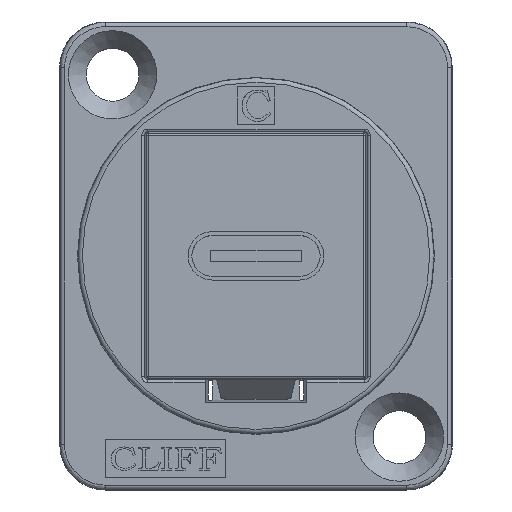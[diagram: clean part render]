
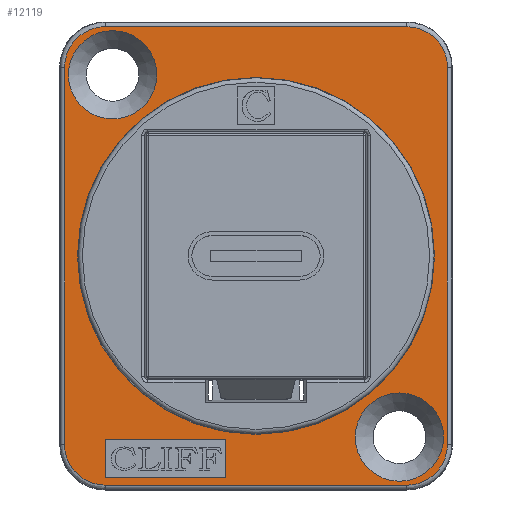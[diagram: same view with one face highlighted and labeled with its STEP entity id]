
A CAD part, top view. The second image highlights one B-rep face of the part: STEP entity #12119.
In plain terms, the highlighted planar face has unit normal (0, 0, 1).
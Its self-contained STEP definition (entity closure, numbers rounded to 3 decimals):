
#54=ELLIPSE('',#12838,2.7,2.7);
#55=ELLIPSE('',#12839,2.7,2.7);
#56=ELLIPSE('',#12840,2.7,2.7);
#57=ELLIPSE('',#12841,2.7,2.7);
#431=FACE_BOUND('',#4620,.T.);
#432=FACE_BOUND('',#4621,.T.);
#433=FACE_BOUND('',#4622,.T.);
#434=FACE_BOUND('',#4623,.T.);
#828=PLANE('',#12837);
#2008=LINE('',#20856,#3255);
#2012=LINE('',#20864,#3259);
#2015=LINE('',#20870,#3262);
#2018=LINE('',#20875,#3265);
#2052=LINE('',#20984,#3299);
#2053=LINE('',#20988,#3300);
#2054=LINE('',#20992,#3301);
#2055=LINE('',#20995,#3302);
#3255=VECTOR('',#15298,2.5);
#3259=VECTOR('',#15304,8.);
#3262=VECTOR('',#15309,2.5);
#3265=VECTOR('',#15314,8.);
#3299=VECTOR('',#15412,24.965);
#3300=VECTOR('',#15415,19.965);
#3301=VECTOR('',#15418,24.965);
#3302=VECTOR('',#15421,19.965);
#3980=FACE_OUTER_BOUND('',#4619,.T.);
#4619=EDGE_LOOP('',(#10715,#10716,#10717,#10718,#10719,#10720,#10721,#10722));
#4620=EDGE_LOOP('',(#10723,#10724,#10725,#10726));
#4621=EDGE_LOOP('',(#10727));
#4622=EDGE_LOOP('',(#10728));
#4623=EDGE_LOOP('',(#10729));
#4765=CIRCLE('',#12631,11.823);
#4810=CIRCLE('',#12842,2.925);
#4811=CIRCLE('',#12843,2.925);
#5522=VERTEX_POINT('',#18783);
#5835=VERTEX_POINT('',#20854);
#5836=VERTEX_POINT('',#20855);
#5839=VERTEX_POINT('',#20863);
#5841=VERTEX_POINT('',#20869);
#5870=VERTEX_POINT('',#20980);
#5871=VERTEX_POINT('',#20981);
#5872=VERTEX_POINT('',#20983);
#5873=VERTEX_POINT('',#20985);
#5874=VERTEX_POINT('',#20987);
#5875=VERTEX_POINT('',#20989);
#5876=VERTEX_POINT('',#20991);
#5877=VERTEX_POINT('',#20993);
#5878=VERTEX_POINT('',#20996);
#5879=VERTEX_POINT('',#20998);
#6961=EDGE_CURVE('',#5522,#5522,#4765,.T.);
#7450=EDGE_CURVE('',#5835,#5836,#2008,.T.);
#7454=EDGE_CURVE('',#5839,#5835,#2012,.T.);
#7457=EDGE_CURVE('',#5841,#5839,#2015,.T.);
#7460=EDGE_CURVE('',#5836,#5841,#2018,.T.);
#7509=EDGE_CURVE('',#5870,#5871,#54,.T.);
#7510=EDGE_CURVE('',#5872,#5870,#2052,.T.);
#7511=EDGE_CURVE('',#5873,#5872,#55,.T.);
#7512=EDGE_CURVE('',#5874,#5873,#2053,.T.);
#7513=EDGE_CURVE('',#5875,#5874,#56,.T.);
#7514=EDGE_CURVE('',#5876,#5875,#2054,.T.);
#7515=EDGE_CURVE('',#5877,#5876,#57,.T.);
#7516=EDGE_CURVE('',#5871,#5877,#2055,.T.);
#7517=EDGE_CURVE('',#5878,#5878,#4810,.T.);
#7518=EDGE_CURVE('',#5879,#5879,#4811,.T.);
#10715=ORIENTED_EDGE('',*,*,#7509,.F.);
#10716=ORIENTED_EDGE('',*,*,#7510,.F.);
#10717=ORIENTED_EDGE('',*,*,#7511,.F.);
#10718=ORIENTED_EDGE('',*,*,#7512,.F.);
#10719=ORIENTED_EDGE('',*,*,#7513,.F.);
#10720=ORIENTED_EDGE('',*,*,#7514,.F.);
#10721=ORIENTED_EDGE('',*,*,#7515,.F.);
#10722=ORIENTED_EDGE('',*,*,#7516,.F.);
#10723=ORIENTED_EDGE('',*,*,#7450,.T.);
#10724=ORIENTED_EDGE('',*,*,#7460,.T.);
#10725=ORIENTED_EDGE('',*,*,#7457,.T.);
#10726=ORIENTED_EDGE('',*,*,#7454,.T.);
#10727=ORIENTED_EDGE('',*,*,#6961,.T.);
#10728=ORIENTED_EDGE('',*,*,#7517,.T.);
#10729=ORIENTED_EDGE('',*,*,#7518,.T.);
#12119=ADVANCED_FACE('',(#3980,#431,#432,#433,#434),#828,.T.);
#12631=AXIS2_PLACEMENT_3D('',#18784,#14616,#14617);
#12837=AXIS2_PLACEMENT_3D('',#20979,#15408,#15409);
#12838=AXIS2_PLACEMENT_3D('',#20982,#15410,#15411);
#12839=AXIS2_PLACEMENT_3D('',#20986,#15413,#15414);
#12840=AXIS2_PLACEMENT_3D('',#20990,#15416,#15417);
#12841=AXIS2_PLACEMENT_3D('',#20994,#15419,#15420);
#12842=AXIS2_PLACEMENT_3D('',#20997,#15422,#15423);
#12843=AXIS2_PLACEMENT_3D('',#20999,#15424,#15425);
#14616=DIRECTION('center_axis',(0.,0.,
-1.));
#14617=DIRECTION('ref_axis',(-1.,0.,0.));
#15298=DIRECTION('',(0.,1.,0.));
#15304=DIRECTION('',(-1.,0.,0.));
#15309=DIRECTION('',(0.,-1.,0.));
#15314=DIRECTION('',(1.,0.,0.));
#15408=DIRECTION('center_axis',(0.,0.,
1.));
#15409=DIRECTION('ref_axis',(1.,0.,0.));
#15410=DIRECTION('center_axis',(0.,0.,
-1.));
#15411=DIRECTION('ref_axis',(-0.707,0.707,0.));
#15412=DIRECTION('',(0.,1.,0.));
#15413=DIRECTION('center_axis',(0.,0.,
-1.));
#15414=DIRECTION('ref_axis',(-0.707,-0.707,0.));
#15415=DIRECTION('',(-1.,0.,0.));
#15416=DIRECTION('center_axis',(0.,0.,
-1.));
#15417=DIRECTION('ref_axis',(0.707,-0.707,0.));
#15418=DIRECTION('',(0.,-1.,0.));
#15419=DIRECTION('center_axis',(0.,0.,
-1.));
#15420=DIRECTION('ref_axis',(0.707,0.707,0.));
#15421=DIRECTION('',(1.,0.,0.));
#15422=DIRECTION('center_axis',(0.,0.,
-1.));
#15423=DIRECTION('ref_axis',(1.,0.,0.));
#15424=DIRECTION('center_axis',(0.,0.,
-1.));
#15425=DIRECTION('ref_axis',(1.,0.,0.));
#18783=CARTESIAN_POINT('',(8.224,-24.018,-25.787));
#18784=CARTESIAN_POINT('Origin',(-3.598,-24.018,-25.787));
#20854=CARTESIAN_POINT('',(-13.598,-38.701,-25.787));
#20855=CARTESIAN_POINT('',(-13.598,-36.201,-25.787));
#20856=CARTESIAN_POINT('',(-13.598,-31.359,-25.787));
#20863=CARTESIAN_POINT('',(-5.598,-38.701,-25.787));
#20864=CARTESIAN_POINT('',(-4.598,-38.701,-25.787));
#20869=CARTESIAN_POINT('',(-5.598,-36.201,-25.787));
#20870=CARTESIAN_POINT('',(-5.598,-30.109,-25.787));
#20875=CARTESIAN_POINT('',(-8.598,-36.201,-25.787));
#20979=CARTESIAN_POINT('Origin',(-3.598,-24.018,-25.787));
#20980=CARTESIAN_POINT('',(-16.281,-11.535,-25.787));
#20981=CARTESIAN_POINT('',(-13.581,-8.836,-25.787));
#20982=CARTESIAN_POINT('Origin',(-13.581,-11.536,-25.787));
#20983=CARTESIAN_POINT('',(-16.281,-36.501,-25.787));
#20984=CARTESIAN_POINT('',(-16.281,-31.768,-25.787));
#20985=CARTESIAN_POINT('',(-13.581,-39.201,-25.787));
#20986=CARTESIAN_POINT('Origin',(-13.581,-36.501,-25.787));
#20987=CARTESIAN_POINT('',(6.384,-39.201,-25.787));
#20988=CARTESIAN_POINT('',(2.902,-39.201,-25.787));
#20989=CARTESIAN_POINT('',(9.084,-36.501,-25.787));
#20990=CARTESIAN_POINT('Origin',(6.384,-36.501,-25.787));
#20991=CARTESIAN_POINT('',(9.084,-11.535,-25.787));
#20992=CARTESIAN_POINT('',(9.084,-16.268,-25.787));
#20993=CARTESIAN_POINT('',(6.384,-8.836,-25.787));
#20994=CARTESIAN_POINT('Origin',(6.384,-11.536,-25.787));
#20995=CARTESIAN_POINT('',(-10.098,-8.836,-25.787));
#20996=CARTESIAN_POINT('',(2.977,-36.018,-25.787));
#20997=CARTESIAN_POINT('Origin',(5.902,-36.018,-25.787));
#20998=CARTESIAN_POINT('',(-16.023,-12.018,-25.787));
#20999=CARTESIAN_POINT('Origin',(-13.098,-12.018,-25.787));
